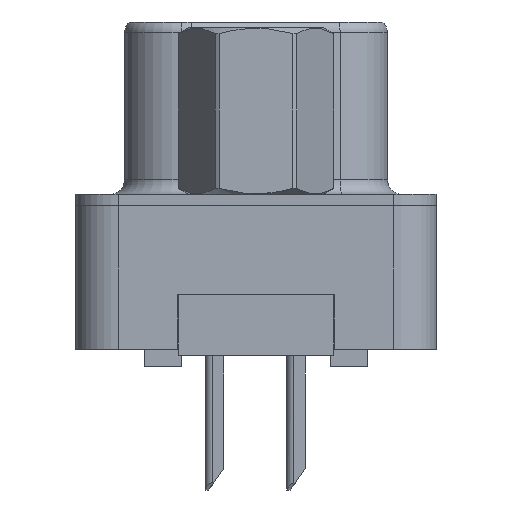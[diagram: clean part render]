
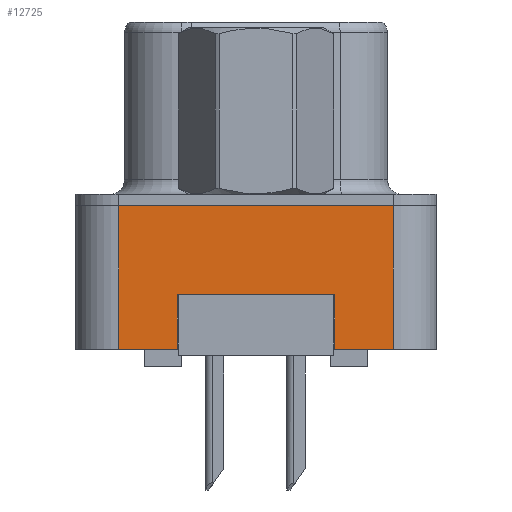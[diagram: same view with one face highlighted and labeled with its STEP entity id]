
A CAD part, left-side view. The second image highlights one B-rep face of the part: STEP entity #12725.
In plain terms, the highlighted planar face has unit normal (-1, 0, 0).
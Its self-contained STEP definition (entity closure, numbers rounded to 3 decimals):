
#1196 = DIRECTION ( 'NONE',  ( 0., -1., 0. ) ) ;
#1325 = VECTOR ( 'NONE', #3341, 1000. ) ;
#2203 = CARTESIAN_POINT ( 'NONE',  ( -2.935, 4.775, -5. ) ) ;
#2966 = ORIENTED_EDGE ( 'NONE', *, *, #17769, .F. ) ;
#3341 = DIRECTION ( 'NONE',  ( 0., 0., -1. ) ) ;
#3484 = DIRECTION ( 'NONE',  ( 0., 0., -1. ) ) ;
#3947 = CARTESIAN_POINT ( 'NONE',  ( -2.935, 2.75, -3.1 ) ) ;
#4106 = CARTESIAN_POINT ( 'NONE',  ( -2.935, 4.775, -5. ) ) ;
#4240 = CARTESIAN_POINT ( 'NONE',  ( -2.935, -2.75, -3.1 ) ) ;
#5073 = VECTOR ( 'NONE', #19898, 1000. ) ;
#5159 = DIRECTION ( 'NONE',  ( 0., 0., 1. ) ) ;
#5257 = LINE ( 'NONE', #12459, #12452 ) ;
#6115 = CARTESIAN_POINT ( 'NONE',  ( -2.935, -4.775, -5. ) ) ;
#6422 = ORIENTED_EDGE ( 'NONE', *, *, #23310, .T. ) ;
#6543 = CARTESIAN_POINT ( 'NONE',  ( -2.935, -2.75, -3.1 ) ) ;
#7125 = DIRECTION ( 'NONE',  ( 0., -1., 0. ) ) ;
#7134 = EDGE_CURVE ( 'NONE', #15442, #13309, #11304, .T. ) ;
#7357 = CARTESIAN_POINT ( 'NONE',  ( -2.935, -4.775, -5. ) ) ;
#7536 = DIRECTION ( 'NONE',  ( 0., 0., 1. ) ) ;
#7857 = VECTOR ( 'NONE', #1196, 1000. ) ;
#8289 = ORIENTED_EDGE ( 'NONE', *, *, #21817, .F. ) ;
#8431 = LINE ( 'NONE', #6543, #1325 ) ;
#8461 = ORIENTED_EDGE ( 'NONE', *, *, #18498, .F. ) ;
#8531 = EDGE_CURVE ( 'NONE', #13474, #14810, #14503, .T. ) ;
#8989 = VECTOR ( 'NONE', #5159, 1000. ) ;
#9324 = CARTESIAN_POINT ( 'NONE',  ( -2.935, 2.75, -5. ) ) ;
#9679 = PLANE ( 'NONE',  #10315 ) ;
#10315 = AXIS2_PLACEMENT_3D ( 'NONE', #6115, #16862, #7536 ) ;
#10497 = CARTESIAN_POINT ( 'NONE',  ( -2.935, -4.775, -5. ) ) ;
#10947 = CARTESIAN_POINT ( 'NONE',  ( -2.935, -2.75, -5. ) ) ;
#11304 = LINE ( 'NONE', #2203, #20140 ) ;
#11442 = FACE_OUTER_BOUND ( 'NONE', #12660, .T. ) ;
#12208 = CARTESIAN_POINT ( 'NONE',  ( -2.935, 4.775, 0. ) ) ;
#12384 = CARTESIAN_POINT ( 'NONE',  ( -2.935, -4.775, -5. ) ) ;
#12452 = VECTOR ( 'NONE', #3484, 1000. ) ;
#12459 = CARTESIAN_POINT ( 'NONE',  ( -2.935, 2.75, -3.1 ) ) ;
#12660 = EDGE_LOOP ( 'NONE', ( #23034, #6422, #21251, #8461, #22110, #15720, #8289, #2966 ) ) ;
#12725 = ADVANCED_FACE ( 'NONE', ( #11442 ), #9679, .T. ) ;
#13309 = VERTEX_POINT ( 'NONE', #12208 ) ;
#13354 = CARTESIAN_POINT ( 'NONE',  ( -2.935, -4.775, 0. ) ) ;
#13474 = VERTEX_POINT ( 'NONE', #14891 ) ;
#13832 = CARTESIAN_POINT ( 'NONE',  ( -2.935, -4.775, 0. ) ) ;
#14042 = LINE ( 'NONE', #12384, #20203 ) ;
#14169 = DIRECTION ( 'NONE',  ( 0., -1., 0. ) ) ;
#14476 = LINE ( 'NONE', #3947, #5073 ) ;
#14503 = LINE ( 'NONE', #10497, #8989 ) ;
#14810 = VERTEX_POINT ( 'NONE', #13354 ) ;
#14891 = CARTESIAN_POINT ( 'NONE',  ( -2.935, -4.775, -5. ) ) ;
#14964 = DIRECTION ( 'NONE',  ( 0., 0., 1. ) ) ;
#15442 = VERTEX_POINT ( 'NONE', #4106 ) ;
#15720 = ORIENTED_EDGE ( 'NONE', *, *, #18158, .T. ) ;
#16236 = CARTESIAN_POINT ( 'NONE',  ( -2.935, 2.75, -3.1 ) ) ;
#16555 = LINE ( 'NONE', #7357, #17179 ) ;
#16815 = VERTEX_POINT ( 'NONE', #10947 ) ;
#16862 = DIRECTION ( 'NONE',  ( -1., 0., 0. ) ) ;
#17179 = VECTOR ( 'NONE', #7125, 1000. ) ;
#17765 = VERTEX_POINT ( 'NONE', #16236 ) ;
#17769 = EDGE_CURVE ( 'NONE', #18851, #17765, #14476, .T. ) ;
#18053 = EDGE_CURVE ( 'NONE', #18851, #16815, #8431, .T. ) ;
#18158 = EDGE_CURVE ( 'NONE', #15442, #18793, #16555, .T. ) ;
#18498 = EDGE_CURVE ( 'NONE', #13309, #14810, #22810, .T. ) ;
#18793 = VERTEX_POINT ( 'NONE', #9324 ) ;
#18851 = VERTEX_POINT ( 'NONE', #4240 ) ;
#19898 = DIRECTION ( 'NONE',  ( 0., 1., 0. ) ) ;
#20140 = VECTOR ( 'NONE', #14964, 1000. ) ;
#20203 = VECTOR ( 'NONE', #14169, 1000. ) ;
#21251 = ORIENTED_EDGE ( 'NONE', *, *, #8531, .T. ) ;
#21817 = EDGE_CURVE ( 'NONE', #17765, #18793, #5257, .T. ) ;
#22110 = ORIENTED_EDGE ( 'NONE', *, *, #7134, .F. ) ;
#22810 = LINE ( 'NONE', #13832, #7857 ) ;
#23034 = ORIENTED_EDGE ( 'NONE', *, *, #18053, .T. ) ;
#23310 = EDGE_CURVE ( 'NONE', #16815, #13474, #14042, .T. ) ;
